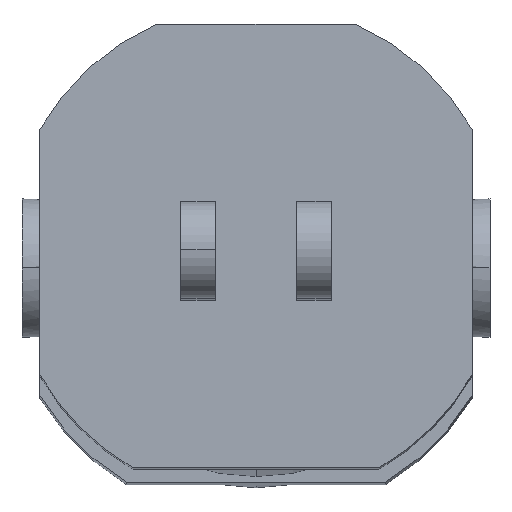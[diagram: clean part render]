
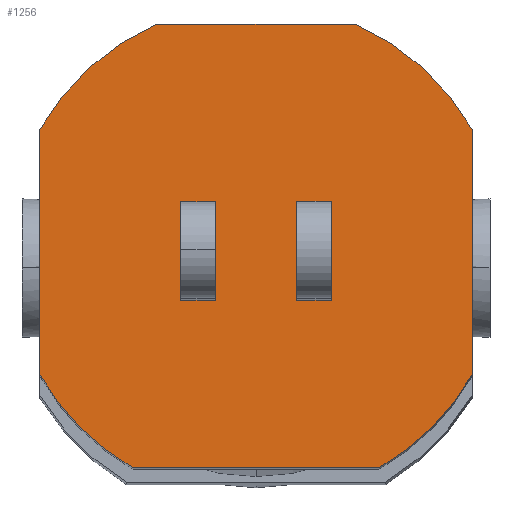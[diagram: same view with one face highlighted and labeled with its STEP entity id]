
A CAD part, top view. The second image highlights one B-rep face of the part: STEP entity #1256.
In plain terms, the highlighted planar face has unit normal (0, 0.027, 1).
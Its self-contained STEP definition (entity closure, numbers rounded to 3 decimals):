
#4 = VERTEX_POINT ( 'NONE', #1847 ) ;
#8 = LINE ( 'NONE', #616, #1823 ) ;
#19 = CARTESIAN_POINT ( 'NONE',  ( 335.5, -77.978, 412.72 ) ) ;
#25 = CIRCLE ( 'NONE', #1105, 180. ) ;
#35 = VECTOR ( 'NONE', #541, 1000. ) ;
#76 = AXIS2_PLACEMENT_3D ( 'NONE', #2436, #2414, #726 ) ;
#96 = ORIENTED_EDGE ( 'NONE', *, *, #713, .F. ) ;
#129 = FACE_OUTER_BOUND ( 'NONE', #1079, .T. ) ;
#144 = CARTESIAN_POINT ( 'NONE',  ( 107.063, 175.858, 405.967 ) ) ;
#163 = VECTOR ( 'NONE', #2166, 1000. ) ;
#189 = EDGE_CURVE ( 'NONE', #1252, #623, #2262, .T. ) ;
#203 = VERTEX_POINT ( 'NONE', #1163 ) ;
#208 = EDGE_CURVE ( 'NONE', #1389, #4, #840, .T. ) ;
#222 = CARTESIAN_POINT ( 'NONE',  ( 90.074, -145.528, 414.517 ) ) ;
#304 = ORIENTED_EDGE ( 'NONE', *, *, #2295, .F. ) ;
#307 = ORIENTED_EDGE ( 'NONE', *, *, #368, .F. ) ;
#356 = EDGE_CURVE ( 'NONE', #1052, #2418, #1953, .T. ) ;
#368 = EDGE_CURVE ( 'NONE', #2156, #1389, #1496, .T. ) ;
#387 = LINE ( 'NONE', #2085, #407 ) ;
#397 = DIRECTION ( 'NONE',  ( 0., 1., -0.027 ) ) ;
#407 = VECTOR ( 'NONE', #397, 1000. ) ;
#432 = CARTESIAN_POINT ( 'NONE',  ( 179., -24.071, 411.286 ) ) ;
#442 = EDGE_CURVE ( 'NONE', #1052, #895, #387, .T. ) ;
#467 = CARTESIAN_POINT ( 'NONE',  ( 208.5, 15.165, 410.242 ) ) ;
#487 = EDGE_CURVE ( 'NONE', #203, #1320, #2000, .T. ) ;
#491 = CARTESIAN_POINT ( 'NONE',  ( 267.926, -145.528, 414.517 ) ) ;
#527 = VERTEX_POINT ( 'NONE', #19 ) ;
#532 = PLANE ( 'NONE',  #876 ) ;
#541 = DIRECTION ( 'NONE',  ( -1., 0., 0. ) ) ;
#548 = CARTESIAN_POINT ( 'NONE',  ( 124.5, 15.165, 410.242 ) ) ;
#551 = CARTESIAN_POINT ( 'NONE',  ( 250.937, 175.858, 405.967 ) ) ;
#611 = ORIENTED_EDGE ( 'NONE', *, *, #487, .T. ) ;
#616 = CARTESIAN_POINT ( 'NONE',  ( 179., -145.528, 414.517 ) ) ;
#623 = VERTEX_POINT ( 'NONE', #1208 ) ;
#641 = DIRECTION ( 'NONE',  ( -1., 0., 0. ) ) ;
#649 = LINE ( 'NONE', #432, #1539 ) ;
#693 = CARTESIAN_POINT ( 'NONE',  ( 343.451, 183.806, 405.756 ) ) ;
#694 = AXIS2_PLACEMENT_3D ( 'NONE', #1486, #2036, #905 ) ;
#713 = EDGE_CURVE ( 'NONE', #1262, #1320, #1858, .T. ) ;
#717 = CARTESIAN_POINT ( 'NONE',  ( 149.5, -24.071, 411.286 ) ) ;
#726 = DIRECTION ( 'NONE',  ( 0., 1., -0.027 ) ) ;
#793 = DIRECTION ( 'NONE',  ( 0., 1., -0.027 ) ) ;
#798 = DIRECTION ( 'NONE',  ( 0., 1., -0.027 ) ) ;
#819 = VERTEX_POINT ( 'NONE', #2245 ) ;
#837 = EDGE_LOOP ( 'NONE', ( #307, #1768, #1707, #2210 ) ) ;
#840 = LINE ( 'NONE', #1591, #1243 ) ;
#852 = ORIENTED_EDGE ( 'NONE', *, *, #356, .T. ) ;
#871 = DIRECTION ( 'NONE',  ( 0., -1., 0.027 ) ) ;
#876 = AXIS2_PLACEMENT_3D ( 'NONE', #693, #1272, #2450 ) ;
#895 = VERTEX_POINT ( 'NONE', #899 ) ;
#899 = CARTESIAN_POINT ( 'NONE',  ( 22.5, 99.81, 407.99 ) ) ;
#905 = DIRECTION ( 'NONE',  ( 0., 1., -0.027 ) ) ;
#932 = DIRECTION ( 'NONE',  ( 0., -1., 0.027 ) ) ;
#936 = EDGE_LOOP ( 'NONE', ( #1763, #304, #1842, #1454 ) ) ;
#986 = VECTOR ( 'NONE', #793, 1000. ) ;
#997 = LINE ( 'NONE', #1553, #163 ) ;
#1052 = VERTEX_POINT ( 'NONE', #2098 ) ;
#1079 = EDGE_LOOP ( 'NONE', ( #852, #1725, #2059, #1822, #611, #96, #1606, #1435 ) ) ;
#1083 = EDGE_CURVE ( 'NONE', #1699, #2418, #8, .T. ) ;
#1092 = CARTESIAN_POINT ( 'NONE',  ( 179., -24.071, 411.286 ) ) ;
#1093 = VERTEX_POINT ( 'NONE', #2086 ) ;
#1105 = AXIS2_PLACEMENT_3D ( 'NONE', #2455, #2308, #1719 ) ;
#1140 = DIRECTION ( 'NONE',  ( 0., 0.027, 1. ) ) ;
#1146 = CIRCLE ( 'NONE', #76, 180. ) ;
#1163 = CARTESIAN_POINT ( 'NONE',  ( 335.5, 99.81, 407.99 ) ) ;
#1208 = CARTESIAN_POINT ( 'NONE',  ( 124.5, -24.071, 411.286 ) ) ;
#1225 = VERTEX_POINT ( 'NONE', #717 ) ;
#1243 = VECTOR ( 'NONE', #641, 1000. ) ;
#1252 = VERTEX_POINT ( 'NONE', #2218 ) ;
#1256 = ADVANCED_FACE ( 'NONE', ( #2417, #2246, #129 ), #532, .F. ) ;
#1262 = VERTEX_POINT ( 'NONE', #144 ) ;
#1272 = DIRECTION ( 'NONE',  ( 0., -0.027, -1. ) ) ;
#1318 = VECTOR ( 'NONE', #932, 1000. ) ;
#1320 = VERTEX_POINT ( 'NONE', #551 ) ;
#1325 = CARTESIAN_POINT ( 'NONE',  ( 149.5, 15.165, 410.242 ) ) ;
#1339 = CARTESIAN_POINT ( 'NONE',  ( 179., 10.916, 410.355 ) ) ;
#1389 = VERTEX_POINT ( 'NONE', #2287 ) ;
#1405 = DIRECTION ( 'NONE',  ( 1., 0., 0. ) ) ;
#1420 = CARTESIAN_POINT ( 'NONE',  ( 179., 45.904, 409.424 ) ) ;
#1435 = ORIENTED_EDGE ( 'NONE', *, *, #442, .F. ) ;
#1444 = AXIS2_PLACEMENT_3D ( 'NONE', #1339, #1140, #798 ) ;
#1451 = EDGE_CURVE ( 'NONE', #1699, #527, #25, .T. ) ;
#1454 = ORIENTED_EDGE ( 'NONE', *, *, #1663, .F. ) ;
#1486 = CARTESIAN_POINT ( 'NONE',  ( 179., 10.916, 410.355 ) ) ;
#1493 = DIRECTION ( 'NONE',  ( 1., 0., 0. ) ) ;
#1496 = LINE ( 'NONE', #1871, #1517 ) ;
#1517 = VECTOR ( 'NONE', #2267, 1000. ) ;
#1539 = VECTOR ( 'NONE', #1405, 1000. ) ;
#1540 = CARTESIAN_POINT ( 'NONE',  ( 233.5, -24.071, 411.286 ) ) ;
#1553 = CARTESIAN_POINT ( 'NONE',  ( 335.5, 10.916, 410.355 ) ) ;
#1591 = CARTESIAN_POINT ( 'NONE',  ( 179., 45.904, 409.424 ) ) ;
#1606 = ORIENTED_EDGE ( 'NONE', *, *, #1745, .T. ) ;
#1610 = LINE ( 'NONE', #1420, #35 ) ;
#1627 = VECTOR ( 'NONE', #2261, 1000. ) ;
#1663 = EDGE_CURVE ( 'NONE', #623, #1225, #649, .T. ) ;
#1699 = VERTEX_POINT ( 'NONE', #491 ) ;
#1707 = ORIENTED_EDGE ( 'NONE', *, *, #2181, .F. ) ;
#1719 = DIRECTION ( 'NONE',  ( 0., 1., -0.027 ) ) ;
#1725 = ORIENTED_EDGE ( 'NONE', *, *, #1083, .F. ) ;
#1745 = EDGE_CURVE ( 'NONE', #1262, #895, #1146, .T. ) ;
#1763 = ORIENTED_EDGE ( 'NONE', *, *, #189, .F. ) ;
#1768 = ORIENTED_EDGE ( 'NONE', *, *, #1928, .F. ) ;
#1822 = ORIENTED_EDGE ( 'NONE', *, *, #2090, .F. ) ;
#1823 = VECTOR ( 'NONE', #2468, 1000. ) ;
#1842 = ORIENTED_EDGE ( 'NONE', *, *, #2438, .F. ) ;
#1847 = CARTESIAN_POINT ( 'NONE',  ( 208.5, 45.904, 409.424 ) ) ;
#1858 = LINE ( 'NONE', #2044, #2042 ) ;
#1871 = CARTESIAN_POINT ( 'NONE',  ( 233.5, 15.165, 410.242 ) ) ;
#1891 = LINE ( 'NONE', #1325, #986 ) ;
#1928 = EDGE_CURVE ( 'NONE', #1093, #2156, #2144, .T. ) ;
#1953 = CIRCLE ( 'NONE', #694, 180. ) ;
#2000 = CIRCLE ( 'NONE', #1444, 180. ) ;
#2036 = DIRECTION ( 'NONE',  ( 0., 0.027, 1. ) ) ;
#2042 = VECTOR ( 'NONE', #1493, 1000. ) ;
#2044 = CARTESIAN_POINT ( 'NONE',  ( 179., 175.858, 405.967 ) ) ;
#2059 = ORIENTED_EDGE ( 'NONE', *, *, #1451, .T. ) ;
#2085 = CARTESIAN_POINT ( 'NONE',  ( 22.5, 10.916, 410.355 ) ) ;
#2086 = CARTESIAN_POINT ( 'NONE',  ( 208.5, -24.071, 411.286 ) ) ;
#2090 = EDGE_CURVE ( 'NONE', #203, #527, #997, .T. ) ;
#2098 = CARTESIAN_POINT ( 'NONE',  ( 22.5, -77.978, 412.72 ) ) ;
#2144 = LINE ( 'NONE', #1092, #1627 ) ;
#2156 = VERTEX_POINT ( 'NONE', #1540 ) ;
#2166 = DIRECTION ( 'NONE',  ( 0., -1., 0.027 ) ) ;
#2181 = EDGE_CURVE ( 'NONE', #4, #1093, #2394, .T. ) ;
#2210 = ORIENTED_EDGE ( 'NONE', *, *, #208, .F. ) ;
#2218 = CARTESIAN_POINT ( 'NONE',  ( 124.5, 45.904, 409.424 ) ) ;
#2239 = VECTOR ( 'NONE', #871, 1000. ) ;
#2245 = CARTESIAN_POINT ( 'NONE',  ( 149.5, 45.904, 409.424 ) ) ;
#2246 = FACE_BOUND ( 'NONE', #936, .T. ) ;
#2261 = DIRECTION ( 'NONE',  ( 1., 0., 0. ) ) ;
#2262 = LINE ( 'NONE', #548, #1318 ) ;
#2267 = DIRECTION ( 'NONE',  ( 0., 1., -0.027 ) ) ;
#2287 = CARTESIAN_POINT ( 'NONE',  ( 233.5, 45.904, 409.424 ) ) ;
#2295 = EDGE_CURVE ( 'NONE', #819, #1252, #1610, .T. ) ;
#2308 = DIRECTION ( 'NONE',  ( 0., 0.027, 1. ) ) ;
#2394 = LINE ( 'NONE', #467, #2239 ) ;
#2414 = DIRECTION ( 'NONE',  ( 0., 0.027, 1. ) ) ;
#2417 = FACE_BOUND ( 'NONE', #837, .T. ) ;
#2418 = VERTEX_POINT ( 'NONE', #222 ) ;
#2436 = CARTESIAN_POINT ( 'NONE',  ( 179., 10.916, 410.355 ) ) ;
#2438 = EDGE_CURVE ( 'NONE', #1225, #819, #1891, .T. ) ;
#2450 = DIRECTION ( 'NONE',  ( 0., -1., 0.027 ) ) ;
#2455 = CARTESIAN_POINT ( 'NONE',  ( 179., 10.916, 410.355 ) ) ;
#2468 = DIRECTION ( 'NONE',  ( -1., 0., 0. ) ) ;
